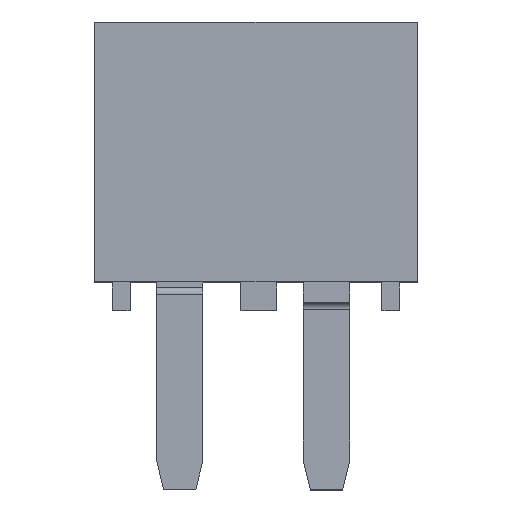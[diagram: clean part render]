
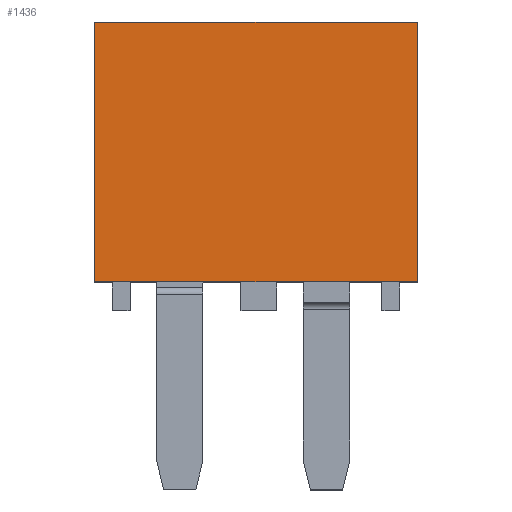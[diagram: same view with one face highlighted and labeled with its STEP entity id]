
A CAD part, top view. The second image highlights one B-rep face of the part: STEP entity #1436.
In plain terms, the highlighted planar face has unit normal (0, 0, 1).
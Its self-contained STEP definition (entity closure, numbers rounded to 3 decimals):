
#19=DIRECTION('',(-1.,0.,0.));
#20=VECTOR('',#19,5.58);
#21=CARTESIAN_POINT('',(5.58,0.,0.));
#22=LINE('',#21,#20);
#34=DIRECTION('',(0.,-1.,0.));
#35=VECTOR('',#34,4.5);
#36=CARTESIAN_POINT('',(0.,4.5,0.));
#37=LINE('',#36,#35);
#62=DIRECTION('',(0.,1.,0.));
#63=VECTOR('',#62,4.5);
#64=CARTESIAN_POINT('',(5.58,0.,0.));
#65=LINE('',#64,#63);
#76=DIRECTION('',(-1.,0.,0.));
#77=VECTOR('',#76,5.58);
#78=CARTESIAN_POINT('',(5.58,4.5,0.));
#79=LINE('',#78,#77);
#1148=CARTESIAN_POINT('',(5.58,0.,0.));
#1149=CARTESIAN_POINT('',(0.,0.,0.));
#1150=VERTEX_POINT('',#1148);
#1151=VERTEX_POINT('',#1149);
#1196=CARTESIAN_POINT('',(0.,4.5,0.));
#1197=VERTEX_POINT('',#1196);
#1202=CARTESIAN_POINT('',(5.58,4.5,0.));
#1203=VERTEX_POINT('',#1202);
#1422=CARTESIAN_POINT('',(2.79,2.25,0.));
#1423=DIRECTION('',(0.,0.,1.));
#1424=DIRECTION('',(1.,0.,0.));
#1425=AXIS2_PLACEMENT_3D('',#1422,#1423,#1424);
#1426=PLANE('',#1425);
#1427=ORIENTED_EDGE('',*,*,#1361,.T.);
#1429=ORIENTED_EDGE('',*,*,#1428,.F.);
#1431=ORIENTED_EDGE('',*,*,#1430,.F.);
#1433=ORIENTED_EDGE('',*,*,#1432,.F.);
#1434=EDGE_LOOP('',(#1427,#1429,#1431,#1433));
#1435=FACE_OUTER_BOUND('',#1434,.F.);
#1361=EDGE_CURVE('',#1150,#1151,#22,.T.);
#1428=EDGE_CURVE('',#1197,#1151,#37,.T.);
#1430=EDGE_CURVE('',#1203,#1197,#79,.T.);
#1432=EDGE_CURVE('',#1150,#1203,#65,.T.);
#1436=ADVANCED_FACE('',(#1435),#1426,.T.);
